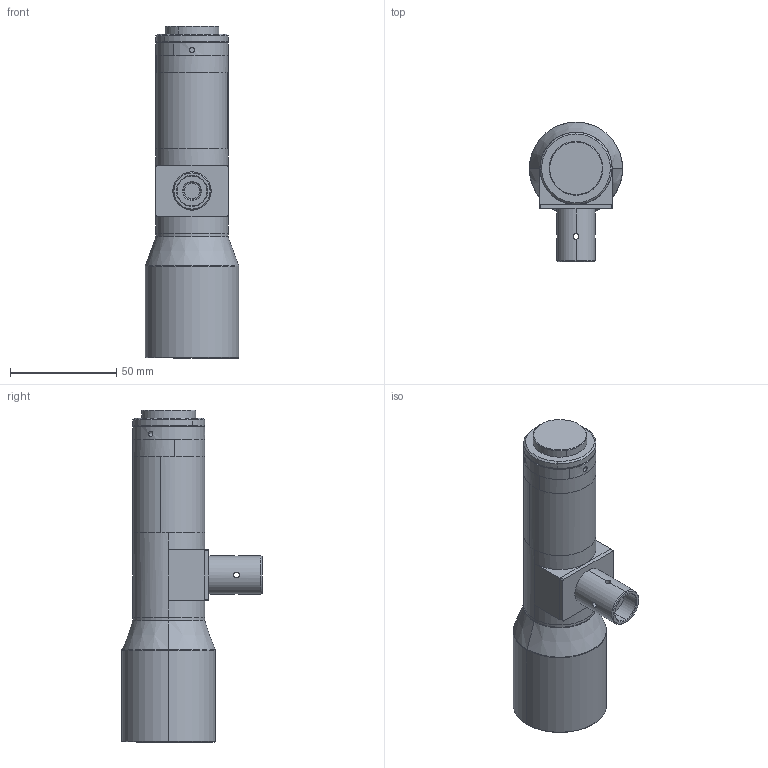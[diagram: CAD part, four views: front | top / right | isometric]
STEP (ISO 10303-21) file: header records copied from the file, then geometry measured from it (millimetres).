
FILE_DESCRIPTION (( 'STEP AP203' ), '1' );
FILE_NAME ('WWK08-110CP-111V3.STEP', '2023-02-02T02:28:43', ( '' ), ( '' ), 'SwSTEP 2.0', 'SolidWorks 2017', '' );
FILE_SCHEMA (( 'CONFIG_CONTROL_DESIGN' ));
Length unit declared in the file: millimetre
Products named in the file (1): WWK08-110CP-111V3
Bounding box: 44 x 66 x 156.47 mm (x, y, z)
Volume: 174358.7 mm3; surface area: 25706.1 mm2
Topology: 1 solids, 1 shells, 108 faces, 238 edges, 142 vertices
Faces by surface type: cylinder 56, plane 28, cone 20, torus 4
Entity records: 3589 total; most frequent: CARTESIAN_POINT 1095, DIRECTION 532, ORIENTED_EDGE 476, EDGE_CURVE 238, AXIS2_PLACEMENT_3D 213, VERTEX_POINT 142, EDGE_LOOP 126, ADVANCED_FACE 108
